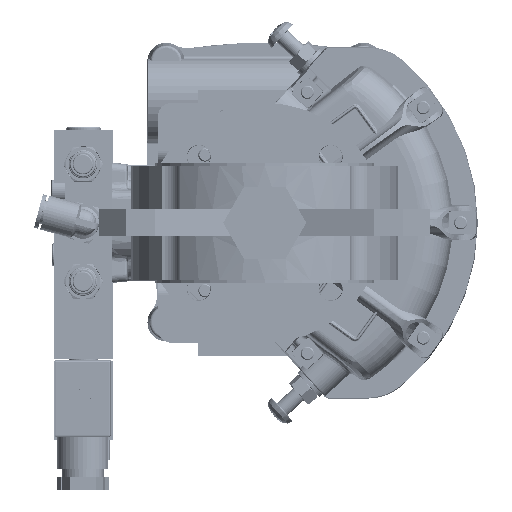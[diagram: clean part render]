
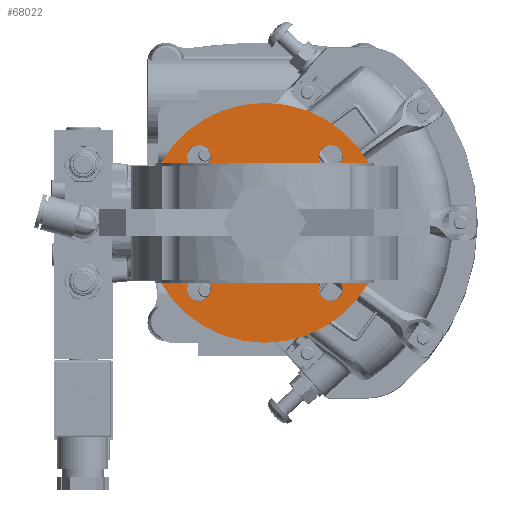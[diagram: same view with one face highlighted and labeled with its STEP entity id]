
A CAD part, front view. The second image highlights one B-rep face of the part: STEP entity #68022.
In plain terms, the highlighted planar face has unit normal (0, -1, 0).
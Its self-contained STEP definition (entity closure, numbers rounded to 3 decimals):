
#9457=LINE('',#147095,#14307);
#9591=LINE('',#148403,#14441);
#9592=LINE('',#148405,#14442);
#9593=LINE('',#148407,#14443);
#9594=LINE('',#148409,#14444);
#9595=LINE('',#148411,#14445);
#9596=LINE('',#148413,#14446);
#9597=LINE('',#148415,#14447);
#9598=LINE('',#148417,#14448);
#9599=LINE('',#148419,#14449);
#9600=LINE('',#148420,#14450);
#9601=LINE('',#148421,#14451);
#14307=VECTOR('',#90595,1000.);
#14441=VECTOR('',#90785,1000.);
#14442=VECTOR('',#90786,1000.);
#14443=VECTOR('',#90787,1000.);
#14444=VECTOR('',#90788,1000.);
#14445=VECTOR('',#90789,1000.);
#14446=VECTOR('',#90790,1000.);
#14447=VECTOR('',#90791,1000.);
#14448=VECTOR('',#90792,1000.);
#14449=VECTOR('',#90793,1000.);
#14450=VECTOR('',#90794,1000.);
#14451=VECTOR('',#90795,1000.);
#16452=FACE_BOUND('',#24137,.T.);
#16453=FACE_BOUND('',#24138,.T.);
#16454=FACE_BOUND('',#24139,.T.);
#16455=FACE_BOUND('',#24140,.T.);
#16456=FACE_BOUND('',#24141,.T.);
#19883=FACE_OUTER_BOUND('',#24136,.T.);
#24136=EDGE_LOOP('',(#60261));
#24137=EDGE_LOOP('',(#60262,#60263,#60264,#60265,#60266,#60267,#60268,#60269,
#60270,#60271,#60272,#60273));
#24138=EDGE_LOOP('',(#60274));
#24139=EDGE_LOOP('',(#60275));
#24140=EDGE_LOOP('',(#60276));
#24141=EDGE_LOOP('',(#60277));
#27016=CIRCLE('',#74440,4.5);
#27018=CIRCLE('',#74443,4.5);
#27020=CIRCLE('',#74446,4.5);
#27022=CIRCLE('',#74449,4.5);
#27025=CIRCLE('',#74453,45.);
#32621=VERTEX_POINT('',#146888);
#32623=VERTEX_POINT('',#146894);
#32625=VERTEX_POINT('',#146900);
#32627=VERTEX_POINT('',#146906);
#32630=VERTEX_POINT('',#146914);
#32673=VERTEX_POINT('',#147092);
#32674=VERTEX_POINT('',#147094);
#32884=VERTEX_POINT('',#148401);
#32885=VERTEX_POINT('',#148402);
#32886=VERTEX_POINT('',#148404);
#32887=VERTEX_POINT('',#148406);
#32888=VERTEX_POINT('',#148408);
#32889=VERTEX_POINT('',#148410);
#32890=VERTEX_POINT('',#148412);
#32891=VERTEX_POINT('',#148414);
#32892=VERTEX_POINT('',#148416);
#32893=VERTEX_POINT('',#148418);
#41891=EDGE_CURVE('',#32621,#32621,#27016,.T.);
#41894=EDGE_CURVE('',#32623,#32623,#27018,.T.);
#41897=EDGE_CURVE('',#32625,#32625,#27020,.T.);
#41900=EDGE_CURVE('',#32627,#32627,#27022,.T.);
#41905=EDGE_CURVE('',#32630,#32630,#27025,.T.);
#41975=EDGE_CURVE('',#32673,#32674,#9457,.T.);
#42192=EDGE_CURVE('',#32884,#32885,#9591,.T.);
#42193=EDGE_CURVE('',#32884,#32886,#9592,.T.);
#42194=EDGE_CURVE('',#32886,#32887,#9593,.T.);
#42195=EDGE_CURVE('',#32887,#32888,#9594,.T.);
#42196=EDGE_CURVE('',#32889,#32888,#9595,.T.);
#42197=EDGE_CURVE('',#32890,#32889,#9596,.T.);
#42198=EDGE_CURVE('',#32890,#32891,#9597,.T.);
#42199=EDGE_CURVE('',#32892,#32891,#9598,.T.);
#42200=EDGE_CURVE('',#32893,#32892,#9599,.T.);
#42201=EDGE_CURVE('',#32674,#32893,#9600,.T.);
#42202=EDGE_CURVE('',#32673,#32885,#9601,.T.);
#60261=ORIENTED_EDGE('',*,*,#41905,.F.);
#60262=ORIENTED_EDGE('',*,*,#42192,.F.);
#60263=ORIENTED_EDGE('',*,*,#42193,.T.);
#60264=ORIENTED_EDGE('',*,*,#42194,.T.);
#60265=ORIENTED_EDGE('',*,*,#42195,.T.);
#60266=ORIENTED_EDGE('',*,*,#42196,.F.);
#60267=ORIENTED_EDGE('',*,*,#42197,.F.);
#60268=ORIENTED_EDGE('',*,*,#42198,.T.);
#60269=ORIENTED_EDGE('',*,*,#42199,.F.);
#60270=ORIENTED_EDGE('',*,*,#42200,.F.);
#60271=ORIENTED_EDGE('',*,*,#42201,.F.);
#60272=ORIENTED_EDGE('',*,*,#41975,.F.);
#60273=ORIENTED_EDGE('',*,*,#42202,.T.);
#60274=ORIENTED_EDGE('',*,*,#41891,.T.);
#60275=ORIENTED_EDGE('',*,*,#41894,.T.);
#60276=ORIENTED_EDGE('',*,*,#41897,.T.);
#60277=ORIENTED_EDGE('',*,*,#41900,.T.);
#64338=PLANE('',#74536);
#68022=ADVANCED_FACE('',(#19883,#16452,#16453,#16454,#16455,#16456),#64338,
 .F.);
#74440=AXIS2_PLACEMENT_3D('',#146889,#90429,#90430);
#74443=AXIS2_PLACEMENT_3D('',#146895,#90436,#90437);
#74446=AXIS2_PLACEMENT_3D('',#146901,#90443,#90444);
#74449=AXIS2_PLACEMENT_3D('',#146907,#90450,#90451);
#74453=AXIS2_PLACEMENT_3D('',#146916,#90460,#90461);
#74536=AXIS2_PLACEMENT_3D('',#148400,#90783,#90784);
#90429=DIRECTION('center_axis',(0.,1.,0.));
#90430=DIRECTION('ref_axis',(0.,0.,1.));
#90436=DIRECTION('center_axis',(0.,1.,0.));
#90437=DIRECTION('ref_axis',(0.,0.,1.));
#90443=DIRECTION('center_axis',(0.,1.,0.));
#90444=DIRECTION('ref_axis',(0.,0.,1.));
#90450=DIRECTION('center_axis',(0.,1.,0.));
#90451=DIRECTION('ref_axis',(0.,0.,1.));
#90460=DIRECTION('center_axis',(0.,1.,0.));
#90461=DIRECTION('ref_axis',(0.,0.,1.));
#90595=DIRECTION('',(-1.,0.,0.));
#90783=DIRECTION('center_axis',(0.,1.,0.));
#90784=DIRECTION('ref_axis',(0.,0.,1.));
#90785=DIRECTION('',(-1.,0.,0.));
#90786=DIRECTION('',(0.,0.,-1.));
#90787=DIRECTION('',(-1.,0.,0.));
#90788=DIRECTION('',(0.,0.,-1.));
#90789=DIRECTION('',(1.,0.,0.));
#90790=DIRECTION('',(0.,0.,-1.));
#90791=DIRECTION('',(-1.,0.,0.));
#90792=DIRECTION('',(0.,0.,-1.));
#90793=DIRECTION('',(-1.,0.,0.));
#90794=DIRECTION('',(0.,0.,-1.));
#90795=DIRECTION('',(0.,0.,-1.));
#146888=CARTESIAN_POINT('',(-24.749,106.,-29.249));
#146889=CARTESIAN_POINT('Origin',(-24.749,106.,-24.749));
#146894=CARTESIAN_POINT('',(-24.749,106.,20.249));
#146895=CARTESIAN_POINT('Origin',(-24.749,106.,24.749));
#146900=CARTESIAN_POINT('',(24.749,106.,20.249));
#146901=CARTESIAN_POINT('Origin',(24.749,106.,24.749));
#146906=CARTESIAN_POINT('',(24.749,106.,-29.249));
#146907=CARTESIAN_POINT('Origin',(24.749,106.,-24.749));
#146914=CARTESIAN_POINT('',(0.,106.,-45.));
#146916=CARTESIAN_POINT('Origin',(0.,106.,0.));
#147092=CARTESIAN_POINT('',(17.,106.,13.5));
#147094=CARTESIAN_POINT('',(-17.,106.,13.5));
#147095=CARTESIAN_POINT('',(7.794,106.,13.5));
#148400=CARTESIAN_POINT('Origin',(0.,106.,0.));
#148401=CARTESIAN_POINT('',(26.,106.,5.));
#148402=CARTESIAN_POINT('',(17.,106.,5.));
#148403=CARTESIAN_POINT('',(-26.,106.,5.));
#148404=CARTESIAN_POINT('',(26.,106.,-5.));
#148405=CARTESIAN_POINT('',(26.,106.,5.));
#148406=CARTESIAN_POINT('',(17.,106.,-5.));
#148407=CARTESIAN_POINT('',(-26.,106.,-5.));
#148408=CARTESIAN_POINT('',(17.,106.,-13.5));
#148409=CARTESIAN_POINT('',(17.,106.,13.5));
#148410=CARTESIAN_POINT('',(-17.,106.,-13.5));
#148411=CARTESIAN_POINT('',(-7.794,106.,-13.5));
#148412=CARTESIAN_POINT('',(-17.,106.,-5.));
#148413=CARTESIAN_POINT('',(-17.,106.,13.5));
#148414=CARTESIAN_POINT('',(-26.,106.,-5.));
#148415=CARTESIAN_POINT('',(-26.,106.,-5.));
#148416=CARTESIAN_POINT('',(-26.,106.,5.));
#148417=CARTESIAN_POINT('',(-26.,106.,5.));
#148418=CARTESIAN_POINT('',(-17.,106.,5.));
#148419=CARTESIAN_POINT('',(-26.,106.,5.));
#148420=CARTESIAN_POINT('',(-17.,106.,13.5));
#148421=CARTESIAN_POINT('',(17.,106.,13.5));
